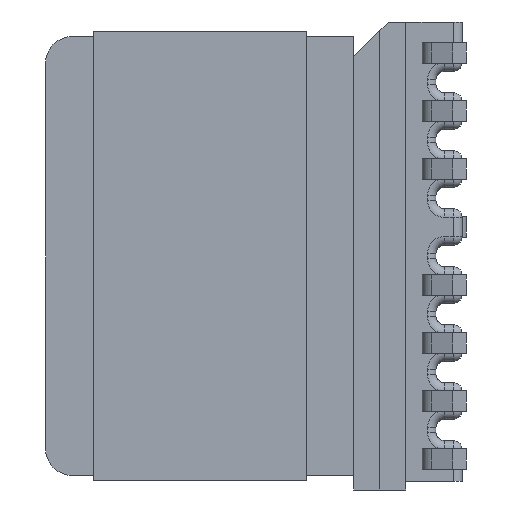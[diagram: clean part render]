
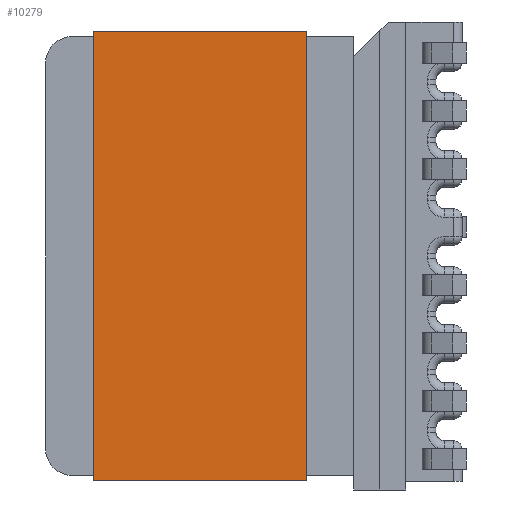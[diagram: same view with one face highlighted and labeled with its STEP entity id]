
A CAD part, left-side view. The second image highlights one B-rep face of the part: STEP entity #10279.
In plain terms, the highlighted planar face has unit normal (-1, 0, 0).
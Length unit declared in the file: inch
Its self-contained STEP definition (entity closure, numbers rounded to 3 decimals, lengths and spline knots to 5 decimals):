
#336 = ORIENTED_EDGE ( 'NONE', *, *, #23648, .T. ) ;
#683 = VERTEX_POINT ( 'NONE', #20793 ) ;
#839 = CARTESIAN_POINT ( 'NONE',  ( -0.00591, 0.00591, 0. ) ) ;
#1060 = EDGE_CURVE ( 'NONE', #19227, #16596, #14416, .T. ) ;
#1368 = CARTESIAN_POINT ( 'NONE',  ( -0.00591, 0.00591, -0.24488 ) ) ;
#1684 = CARTESIAN_POINT ( 'NONE',  ( -0.00591, 0.00591, -0.24488 ) ) ;
#2690 = ORIENTED_EDGE ( 'NONE', *, *, #3675, .F. ) ;
#2967 = DIRECTION ( 'NONE',  ( -1., 0., 0. ) ) ;
#3106 = AXIS2_PLACEMENT_3D ( 'NONE', #1368, #2967, #12058 ) ;
#3443 = VECTOR ( 'NONE', #8330, 39.37008 ) ;
#3675 = EDGE_CURVE ( 'NONE', #683, #19227, #19415, .T. ) ;
#4576 = VECTOR ( 'NONE', #5301, 39.37008 ) ;
#5301 = DIRECTION ( 'NONE',  ( 0., 0., 1. ) ) ;
#7901 = VECTOR ( 'NONE', #18911, 39.37008 ) ;
#8330 = DIRECTION ( 'NONE',  ( 0., 0., 1. ) ) ;
#8553 = CARTESIAN_POINT ( 'NONE',  ( -0.00591, 0.00591, 0. ) ) ;
#9006 = VECTOR ( 'NONE', #17328, 39.37008 ) ;
#9037 = ORIENTED_EDGE ( 'NONE', *, *, #11107, .T. ) ;
#10031 = LINE ( 'NONE', #11822, #3443 ) ;
#10279 = ADVANCED_FACE ( 'NONE', ( #18189 ), #10546, .T. ) ;
#10546 = PLANE ( 'NONE',  #3106 ) ;
#11107 = EDGE_CURVE ( 'NONE', #683, #19909, #13308, .T. ) ;
#11822 = CARTESIAN_POINT ( 'NONE',  ( -0.00591, -0.50984, -0.24488 ) ) ;
#12058 = DIRECTION ( 'NONE',  ( 0., -1., 0. ) ) ;
#12198 = CARTESIAN_POINT ( 'NONE',  ( -0.00591, -0.50984, -0.24488 ) ) ;
#12315 = EDGE_LOOP ( 'NONE', ( #20642, #2690, #9037, #336 ) ) ;
#13308 = LINE ( 'NONE', #13548, #7901 ) ;
#13548 = CARTESIAN_POINT ( 'NONE',  ( -0.00591, 0.00591, -0.24488 ) ) ;
#14416 = LINE ( 'NONE', #8553, #9006 ) ;
#16596 = VERTEX_POINT ( 'NONE', #23122 ) ;
#17328 = DIRECTION ( 'NONE',  ( 0., -1., 0. ) ) ;
#18189 = FACE_OUTER_BOUND ( 'NONE', #12315, .T. ) ;
#18911 = DIRECTION ( 'NONE',  ( 0., -1., 0. ) ) ;
#19227 = VERTEX_POINT ( 'NONE', #839 ) ;
#19415 = LINE ( 'NONE', #1684, #4576 ) ;
#19909 = VERTEX_POINT ( 'NONE', #12198 ) ;
#20642 = ORIENTED_EDGE ( 'NONE', *, *, #1060, .F. ) ;
#20793 = CARTESIAN_POINT ( 'NONE',  ( -0.00591, 0.00591, -0.24488 ) ) ;
#23122 = CARTESIAN_POINT ( 'NONE',  ( -0.00591, -0.50984, 0. ) ) ;
#23648 = EDGE_CURVE ( 'NONE', #19909, #16596, #10031, .T. ) ;
